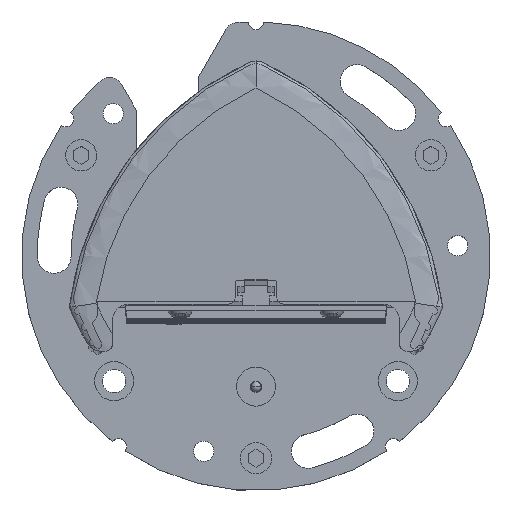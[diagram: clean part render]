
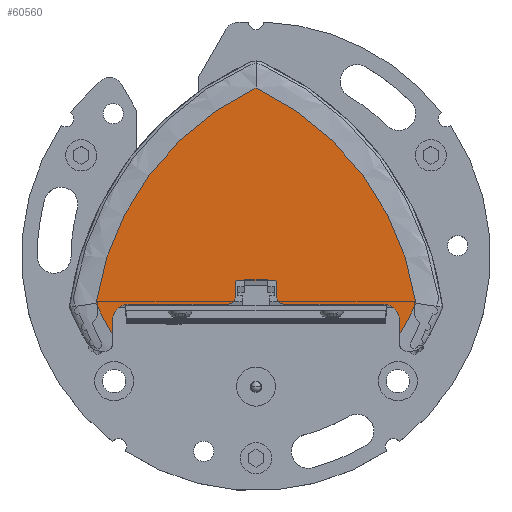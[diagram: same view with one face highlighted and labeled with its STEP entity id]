
A CAD part, top view. The second image highlights one B-rep face of the part: STEP entity #60560.
In plain terms, the highlighted planar face has unit normal (0, 0, 1).
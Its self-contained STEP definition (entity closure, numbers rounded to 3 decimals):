
#8870=CARTESIAN_POINT('',(7.,-11.534,1284.));
#8880=VERTEX_POINT('',#8870);
#9180=CARTESIAN_POINT('',(-7.,-11.534,1284.));
#9190=VERTEX_POINT('',#9180);
#9220=CARTESIAN_POINT('',(0.,-11.534,1284.))
;
#9230=DIRECTION('',(1.,0.,0.));
#9240=VECTOR('',#9230,1.);
#9250=LINE('',#9220,#9240);
#9260=EDGE_CURVE('',#9190,#8880,#9250,.T.);
#57350=CARTESIAN_POINT('',(-8.,-12.534,1284.));
#57360=VERTEX_POINT('',#57350);
#57390=CARTESIAN_POINT('',(-7.,-12.534,1284.));
#57400=DIRECTION('',(0.,0.,1.));
#57410=DIRECTION('',(-1.,0.,0.));
#57420=AXIS2_PLACEMENT_3D('',#57390,#57400,#57410);
#57430=CIRCLE('',#57420,1.);
#57440=EDGE_CURVE('',#9190,#57360,#57430,.T.);
#57690=CARTESIAN_POINT('',(-8.,-17.634,1284.));
#57700=VERTEX_POINT('',#57690);
#57730=CARTESIAN_POINT('',(-8.,35.89,1284.));
#57740=DIRECTION('',(0.,1.,0.));
#57750=VECTOR('',#57740,1.);
#57760=LINE('',#57730,#57750);
#57770=EDGE_CURVE('',#57700,#57360,#57760,.T.);
#58000=CARTESIAN_POINT('',(-11.,-20.634,1284.));
#58010=VERTEX_POINT('',#58000);
#58040=CARTESIAN_POINT('',(-11.,-17.634,1284.));
#58050=DIRECTION('',(0.,0.,-1.));
#58060=DIRECTION('',(-0.139,0.99,0.));
#58070=AXIS2_PLACEMENT_3D('',#58040,#58050,#58060);
#58080=CIRCLE('',#58070,3.);
#58090=EDGE_CURVE('',#57700,#58010,#58080,.T.);
#59350=CARTESIAN_POINT('',(71.713,-21.732,1284.));
#59360=DIRECTION('',(-0.,0.,-1.));
#59370=DIRECTION('',(-0.139,-0.99,0.));
#59380=AXIS2_PLACEMENT_3D('',#59350,#59360,#59370);
#59390=PLANE('',#59380);
#59400=CARTESIAN_POINT('',(-49.,-26.634,1284.));
#59410=DIRECTION('',(0.,0.,1.));
#59420=DIRECTION('',(1.,0.,0.));
#59430=AXIS2_PLACEMENT_3D('',#59400,#59410,#59420);
#59440=CIRCLE('',#59430,6.);
#59450=CARTESIAN_POINT('',(-49.,-20.634,1284.));
#59460=VERTEX_POINT('',#59450);
#59470=CARTESIAN_POINT('',(-55.,-26.634,1284.));
#59480=VERTEX_POINT('',#59470);
#59490=EDGE_CURVE('',#59460,#59480,#59440,.T.);
#59500=ORIENTED_EDGE('',*,*,#59490,.F.);
#59510=CARTESIAN_POINT('',(-55.,35.89,1284.));
#59520=DIRECTION('',(0.,1.,0.));
#59530=VECTOR('',#59520,1.);
#59540=LINE('',#59510,#59530);
#59550=CARTESIAN_POINT('',(-55.,-32.367,1284.));
#59560=VERTEX_POINT('',#59550);
#59570=EDGE_CURVE('',#59560,#59480,#59540,.T.);
#59580=ORIENTED_EDGE('',*,*,#59570,.T.);
#59590=CARTESIAN_POINT('',(37.827,24.765,1284.));
#59600=DIRECTION('',(0.,0.,-1.));
#59610=DIRECTION('',(-0.669,-0.743,0.));
#59620=AXIS2_PLACEMENT_3D('',#59590,#59600,#59610);
#59630=CIRCLE('',#59620,109.);
#59640=CARTESIAN_POINT('',(-61.427,-20.286,1284.));
#59650=VERTEX_POINT('',#59640);
#59660=EDGE_CURVE('',#59560,#59650,#59630,.T.);
#59670=ORIENTED_EDGE('',*,*,#59660,.F.);
#59680=CARTESIAN_POINT('',(46.4,-36.234,1284.));
#59690=DIRECTION('',(0.,0.,1.));
#59700=DIRECTION('',(-0.847,0.531,0.));
#59710=AXIS2_PLACEMENT_3D('',#59680,#59690,#59700);
#59720=CIRCLE('',#59710,109.);
#59730=CARTESIAN_POINT('',(0.,62.397,1284.))
;
#59740=VERTEX_POINT('',#59730);
#59750=EDGE_CURVE('',#59740,#59650,#59720,.T.);
#59760=ORIENTED_EDGE('',*,*,#59750,.T.);
#59770=CARTESIAN_POINT('',(-46.4,-36.234,1284.));
#59780=DIRECTION('',(0.,0.,-1.));
#59790=DIRECTION('',(0.847,0.531,0.));
#59800=AXIS2_PLACEMENT_3D('',#59770,#59780,#59790);
#59810=CIRCLE('',#59800,109.);
#59820=CARTESIAN_POINT('',(61.427,-20.286,1284.));
#59830=VERTEX_POINT('',#59820);
#59840=EDGE_CURVE('',#59740,#59830,#59810,.T.);
#59850=ORIENTED_EDGE('',*,*,#59840,.F.);
#59860=CARTESIAN_POINT('',(-37.827,24.765,1284.));
#59870=DIRECTION('',(0.,0.,1.));
#59880=DIRECTION('',(0.669,-0.743,0.));
#59890=AXIS2_PLACEMENT_3D('',#59860,#59870,#59880);
#59900=CIRCLE('',#59890,109.);
#59910=CARTESIAN_POINT('',(55.,-32.367,1284.));
#59920=VERTEX_POINT('',#59910);
#59930=EDGE_CURVE('',#59920,#59830,#59900,.T.);
#59940=ORIENTED_EDGE('',*,*,#59930,.T.);
#59950=CARTESIAN_POINT('',(55.,35.89,1284.));
#59960=DIRECTION('',(0.,1.,0.));
#59970=VECTOR('',#59960,1.);
#59980=LINE('',#59950,#59970);
#59990=CARTESIAN_POINT('',(55.,-26.634,1284.));
#60000=VERTEX_POINT('',#59990);
#60010=EDGE_CURVE('',#59920,#60000,#59980,.T.);
#60020=ORIENTED_EDGE('',*,*,#60010,.F.);
#60030=CARTESIAN_POINT('',(49.,-26.634,1284.));
#60040=DIRECTION('',(0.,0.,-1.));
#60050=DIRECTION('',(-1.,0.,0.));
#60060=AXIS2_PLACEMENT_3D('',#60030,#60040,#60050);
#60070=CIRCLE('',#60060,6.);
#60080=CARTESIAN_POINT('',(49.,-20.634,1284.));
#60090=VERTEX_POINT('',#60080);
#60100=EDGE_CURVE('',#60090,#60000,#60070,.T.);
#60110=ORIENTED_EDGE('',*,*,#60100,.T.);
#60120=CARTESIAN_POINT('',(0.,-20.634,1284.)
);
#60130=DIRECTION('',(-1.,0.,0.));
#60140=VECTOR('',#60130,1.);
#60150=LINE('',#60120,#60140);
#60160=CARTESIAN_POINT('',(11.,-20.634,1284.));
#60170=VERTEX_POINT('',#60160);
#60180=EDGE_CURVE('',#60090,#60170,#60150,.T.);
#60190=ORIENTED_EDGE('',*,*,#60180,.F.);
#60200=CARTESIAN_POINT('',(11.,-17.634,1284.));
#60210=DIRECTION('',(0.,0.,1.));
#60220=DIRECTION('',(0.139,0.99,0.));
#60230=AXIS2_PLACEMENT_3D('',#60200,#60210,#60220);
#60240=CIRCLE('',#60230,3.);
#60250=CARTESIAN_POINT('',(8.,-17.634,1284.));
#60260=VERTEX_POINT('',#60250);
#60270=EDGE_CURVE('',#60260,#60170,#60240,.T.);
#60280=ORIENTED_EDGE('',*,*,#60270,.T.);
#60290=CARTESIAN_POINT('',(8.,35.89,1284.));
#60300=DIRECTION('',(0.,1.,0.));
#60310=VECTOR('',#60300,1.);
#60320=LINE('',#60290,#60310);
#60330=CARTESIAN_POINT('',(8.,-12.534,1284.));
#60340=VERTEX_POINT('',#60330);
#60350=EDGE_CURVE('',#60260,#60340,#60320,.T.);
#60360=ORIENTED_EDGE('',*,*,#60350,.F.);
#60370=CARTESIAN_POINT('',(7.,-12.534,1284.));
#60380=DIRECTION('',(0.,0.,-1.));
#60390=DIRECTION('',(1.,0.,0.));
#60400=AXIS2_PLACEMENT_3D('',#60370,#60380,#60390);
#60410=CIRCLE('',#60400,1.);
#60420=EDGE_CURVE('',#8880,#60340,#60410,.T.);
#60430=ORIENTED_EDGE('',*,*,#60420,.T.);
#60440=ORIENTED_EDGE('',*,*,#9260,.T.);
#60450=ORIENTED_EDGE('',*,*,#57440,.F.);
#60460=ORIENTED_EDGE('',*,*,#57770,.T.);
#60470=ORIENTED_EDGE('',*,*,#58090,.F.);
#60480=CARTESIAN_POINT('',(0.,-20.634,1284.)
);
#60490=DIRECTION('',(1.,0.,0.));
#60500=VECTOR('',#60490,1.);
#60510=LINE('',#60480,#60500);
#60520=EDGE_CURVE('',#59460,#58010,#60510,.T.);
#60530=ORIENTED_EDGE('',*,*,#60520,.T.);
#60540=EDGE_LOOP('',(#60530,#60470,#60460,#60450,#60440,#60430,#60360,
#60280,#60190,#60110,#60020,#59940,#59850,#59760,#59670,#59580,#59500));
#60550=FACE_OUTER_BOUND('',#60540,.T.);
#60560=ADVANCED_FACE('',(#60550),#59390,.F.);
